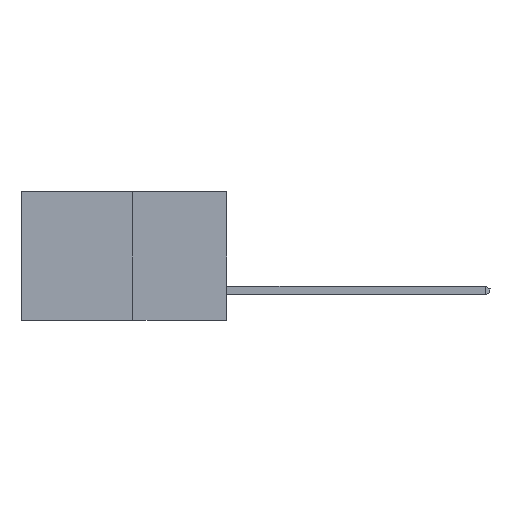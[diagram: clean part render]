
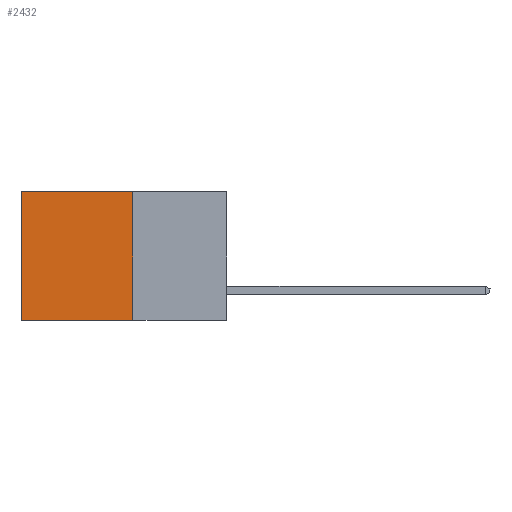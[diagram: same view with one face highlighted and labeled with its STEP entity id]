
A CAD part, left-side view. The second image highlights one B-rep face of the part: STEP entity #2432.
In plain terms, the highlighted planar face has unit normal (-1, 0, 0).
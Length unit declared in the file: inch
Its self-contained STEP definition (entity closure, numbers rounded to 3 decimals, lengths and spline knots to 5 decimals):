
#25 = DIRECTION ( 'NONE',  ( 0., 1., 0. ) ) ;
#228 = EDGE_LOOP ( 'NONE', ( #8421, #8685, #7216, #11368 ) ) ;
#935 = VECTOR ( 'NONE', #16205, 39.37008 ) ;
#2432 = ADVANCED_FACE ( 'NONE', ( #8206 ), #14819, .F. ) ;
#3323 = CARTESIAN_POINT ( 'NONE',  ( 0.277, 0.27, 0. ) ) ;
#3970 = CARTESIAN_POINT ( 'NONE',  ( 0.277, 0.27, 0. ) ) ;
#4281 = CARTESIAN_POINT ( 'NONE',  ( 0.277, 0.27, -0.37 ) ) ;
#4685 = DIRECTION ( 'NONE',  ( 0., 1., 0. ) ) ;
#4724 = LINE ( 'NONE', #16490, #7851 ) ;
#4752 = CARTESIAN_POINT ( 'NONE',  ( 0.277, 0.27, -0.37 ) ) ;
#5561 = EDGE_CURVE ( 'NONE', #16577, #7115, #13685, .T. ) ;
#5722 = CARTESIAN_POINT ( 'NONE',  ( 0.277, 0.59, -0.37 ) ) ;
#5993 = DIRECTION ( 'NONE',  ( 0., 0., -1. ) ) ;
#6544 = DIRECTION ( 'NONE',  ( 1., 0., 0. ) ) ;
#6580 = CARTESIAN_POINT ( 'NONE',  ( 0.277, 0.59, 0. ) ) ;
#6664 = VECTOR ( 'NONE', #25, 39.37008 ) ;
#7115 = VERTEX_POINT ( 'NONE', #16191 ) ;
#7216 = ORIENTED_EDGE ( 'NONE', *, *, #16029, .F. ) ;
#7851 = VECTOR ( 'NONE', #13962, 39.37008 ) ;
#7935 = AXIS2_PLACEMENT_3D ( 'NONE', #11925, #6544, #5993 ) ;
#8119 = LINE ( 'NONE', #5722, #935 ) ;
#8206 = FACE_OUTER_BOUND ( 'NONE', #228, .T. ) ;
#8421 = ORIENTED_EDGE ( 'NONE', *, *, #14618, .T. ) ;
#8685 = ORIENTED_EDGE ( 'NONE', *, *, #5561, .F. ) ;
#11368 = ORIENTED_EDGE ( 'NONE', *, *, #14727, .T. ) ;
#11925 = CARTESIAN_POINT ( 'NONE',  ( 0.277, 0.27, -0.37 ) ) ;
#12569 = VERTEX_POINT ( 'NONE', #6580 ) ;
#13685 = LINE ( 'NONE', #4281, #6664 ) ;
#13962 = DIRECTION ( 'NONE',  ( 0., 0., -1. ) ) ;
#14618 = EDGE_CURVE ( 'NONE', #12569, #7115, #8119, .T. ) ;
#14727 = EDGE_CURVE ( 'NONE', #16200, #12569, #16447, .T. ) ;
#14819 = PLANE ( 'NONE',  #7935 ) ;
#16029 = EDGE_CURVE ( 'NONE', #16200, #16577, #4724, .T. ) ;
#16051 = VECTOR ( 'NONE', #4685, 39.37008 ) ;
#16191 = CARTESIAN_POINT ( 'NONE',  ( 0.277, 0.59, -0.37 ) ) ;
#16200 = VERTEX_POINT ( 'NONE', #3970 ) ;
#16205 = DIRECTION ( 'NONE',  ( 0., 0., -1. ) ) ;
#16447 = LINE ( 'NONE', #3323, #16051 ) ;
#16490 = CARTESIAN_POINT ( 'NONE',  ( 0.277, 0.27, -0.37 ) ) ;
#16577 = VERTEX_POINT ( 'NONE', #4752 ) ;
